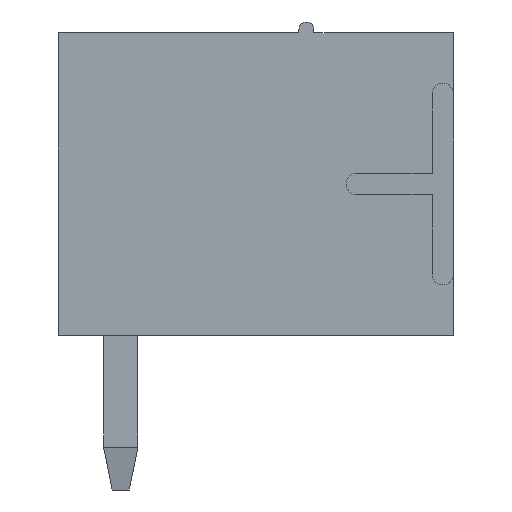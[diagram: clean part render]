
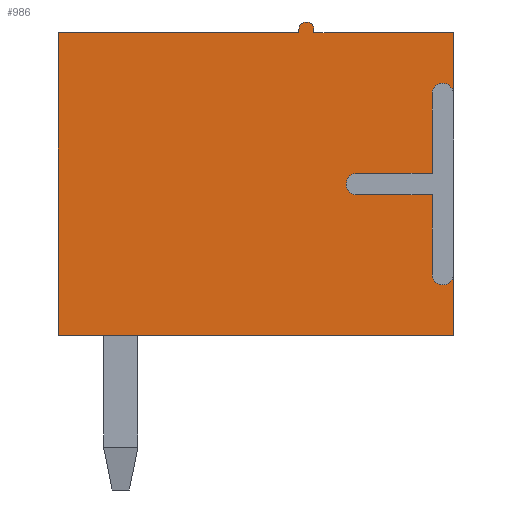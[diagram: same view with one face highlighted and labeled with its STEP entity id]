
A CAD part, left-side view. The second image highlights one B-rep face of the part: STEP entity #986.
In plain terms, the highlighted planar face has unit normal (-1, 0, 0).
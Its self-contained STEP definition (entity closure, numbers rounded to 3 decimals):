
#714 = EDGE_CURVE('',#715,#717,#719,.T.);
#715 = VERTEX_POINT('',#716);
#716 = CARTESIAN_POINT('',(-5.8,4.6,-3.525));
#717 = VERTEX_POINT('',#718);
#718 = CARTESIAN_POINT('',(-5.8,-4.6,-3.525));
#719 = LINE('',#720,#721);
#720 = CARTESIAN_POINT('',(-5.8,4.6,-3.525));
#721 = VECTOR('',#722,1.);
#722 = DIRECTION('',(0.,-1.,0.));
#898 = EDGE_CURVE('',#899,#715,#901,.T.);
#899 = VERTEX_POINT('',#900);
#900 = CARTESIAN_POINT('',(-5.8,4.6,3.525));
#901 = LINE('',#902,#903);
#902 = CARTESIAN_POINT('',(-5.8,4.6,3.975));
#903 = VECTOR('',#904,1.);
#904 = DIRECTION('',(0.,0.,-1.));
#986 = ADVANCED_FACE('',(#987),#1105,.F.);
#987 = FACE_BOUND('',#988,.F.);
#988 = EDGE_LOOP('',(#989,#999,#1007,#1016,#1024,#1032,#1041,#1049,#1057
    ,#1066,#1072,#1073,#1074,#1082,#1090,#1099));
#989 = ORIENTED_EDGE('',*,*,#990,.T.);
#990 = EDGE_CURVE('',#991,#993,#995,.T.);
#991 = VERTEX_POINT('',#992);
#992 = CARTESIAN_POINT('',(-5.8,-1.35,3.525));
#993 = VERTEX_POINT('',#994);
#994 = CARTESIAN_POINT('',(-5.8,-4.6,3.525));
#995 = LINE('',#996,#997);
#996 = CARTESIAN_POINT('',(-5.8,0.,3.525));
#997 = VECTOR('',#998,1.);
#998 = DIRECTION('',(0.,-1.,-0.));
#999 = ORIENTED_EDGE('',*,*,#1000,.F.);
#1000 = EDGE_CURVE('',#1001,#993,#1003,.T.);
#1001 = VERTEX_POINT('',#1002);
#1002 = CARTESIAN_POINT('',(-5.8,-4.6,2.1));
#1003 = LINE('',#1004,#1005);
#1004 = CARTESIAN_POINT('',(-5.8,-4.6,-3.525));
#1005 = VECTOR('',#1006,1.);
#1006 = DIRECTION('',(0.,0.,1.));
#1007 = ORIENTED_EDGE('',*,*,#1008,.T.);
#1008 = EDGE_CURVE('',#1001,#1009,#1011,.T.);
#1009 = VERTEX_POINT('',#1010);
#1010 = CARTESIAN_POINT('',(-5.8,-4.1,2.1));
#1011 = CIRCLE('',#1012,0.25);
#1012 = AXIS2_PLACEMENT_3D('',#1013,#1014,#1015);
#1013 = CARTESIAN_POINT('',(-5.8,-4.35,2.1));
#1014 = DIRECTION('',(-1.,0.,0.));
#1015 = DIRECTION('',(0.,1.,0.));
#1016 = ORIENTED_EDGE('',*,*,#1017,.F.);
#1017 = EDGE_CURVE('',#1018,#1009,#1020,.T.);
#1018 = VERTEX_POINT('',#1019);
#1019 = CARTESIAN_POINT('',(-5.8,-4.1,0.25));
#1020 = LINE('',#1021,#1022);
#1021 = CARTESIAN_POINT('',(-5.8,-4.1,2.112));
#1022 = VECTOR('',#1023,1.);
#1023 = DIRECTION('',(0.,0.,1.));
#1024 = ORIENTED_EDGE('',*,*,#1025,.F.);
#1025 = EDGE_CURVE('',#1026,#1018,#1028,.T.);
#1026 = VERTEX_POINT('',#1027);
#1027 = CARTESIAN_POINT('',(-5.8,-2.35,0.25));
#1028 = LINE('',#1029,#1030);
#1029 = CARTESIAN_POINT('',(-5.8,-3.475,0.25));
#1030 = VECTOR('',#1031,1.);
#1031 = DIRECTION('',(0.,-1.,0.));
#1032 = ORIENTED_EDGE('',*,*,#1033,.T.);
#1033 = EDGE_CURVE('',#1026,#1034,#1036,.T.);
#1034 = VERTEX_POINT('',#1035);
#1035 = CARTESIAN_POINT('',(-5.8,-2.35,-0.25));
#1036 = CIRCLE('',#1037,0.25);
#1037 = AXIS2_PLACEMENT_3D('',#1038,#1039,#1040);
#1038 = CARTESIAN_POINT('',(-5.8,-2.35,0.));
#1039 = DIRECTION('',(-1.,0.,0.));
#1040 = DIRECTION('',(0.,1.,0.));
#1041 = ORIENTED_EDGE('',*,*,#1042,.F.);
#1042 = EDGE_CURVE('',#1043,#1034,#1045,.T.);
#1043 = VERTEX_POINT('',#1044);
#1044 = CARTESIAN_POINT('',(-5.8,-4.1,-0.25));
#1045 = LINE('',#1046,#1047);
#1046 = CARTESIAN_POINT('',(-5.8,-4.35,-0.25));
#1047 = VECTOR('',#1048,1.);
#1048 = DIRECTION('',(0.,1.,0.));
#1049 = ORIENTED_EDGE('',*,*,#1050,.F.);
#1050 = EDGE_CURVE('',#1051,#1043,#1053,.T.);
#1051 = VERTEX_POINT('',#1052);
#1052 = CARTESIAN_POINT('',(-5.8,-4.1,-2.1));
#1053 = LINE('',#1054,#1055);
#1054 = CARTESIAN_POINT('',(-5.8,-4.1,0.938));
#1055 = VECTOR('',#1056,1.);
#1056 = DIRECTION('',(0.,0.,1.));
#1057 = ORIENTED_EDGE('',*,*,#1058,.T.);
#1058 = EDGE_CURVE('',#1051,#1059,#1061,.T.);
#1059 = VERTEX_POINT('',#1060);
#1060 = CARTESIAN_POINT('',(-5.8,-4.6,-2.1));
#1061 = CIRCLE('',#1062,0.25);
#1062 = AXIS2_PLACEMENT_3D('',#1063,#1064,#1065);
#1063 = CARTESIAN_POINT('',(-5.8,-4.35,-2.1));
#1064 = DIRECTION('',(-1.,0.,0.));
#1065 = DIRECTION('',(0.,1.,0.));
#1066 = ORIENTED_EDGE('',*,*,#1067,.F.);
#1067 = EDGE_CURVE('',#717,#1059,#1068,.T.);
#1068 = LINE('',#1069,#1070);
#1069 = CARTESIAN_POINT('',(-5.8,-4.6,-3.525));
#1070 = VECTOR('',#1071,1.);
#1071 = DIRECTION('',(0.,0.,1.));
#1072 = ORIENTED_EDGE('',*,*,#714,.F.);
#1073 = ORIENTED_EDGE('',*,*,#898,.F.);
#1074 = ORIENTED_EDGE('',*,*,#1075,.T.);
#1075 = EDGE_CURVE('',#899,#1076,#1078,.T.);
#1076 = VERTEX_POINT('',#1077);
#1077 = CARTESIAN_POINT('',(-5.8,-1.,3.525));
#1078 = LINE('',#1079,#1080);
#1079 = CARTESIAN_POINT('',(-5.8,0.,3.525));
#1080 = VECTOR('',#1081,1.);
#1081 = DIRECTION('',(0.,-1.,-0.));
#1082 = ORIENTED_EDGE('',*,*,#1083,.T.);
#1083 = EDGE_CURVE('',#1076,#1084,#1086,.T.);
#1084 = VERTEX_POINT('',#1085);
#1085 = CARTESIAN_POINT('',(-5.8,-1.,3.6));
#1086 = LINE('',#1087,#1088);
#1087 = CARTESIAN_POINT('',(-5.8,-1.,3.75));
#1088 = VECTOR('',#1089,1.);
#1089 = DIRECTION('',(0.,0.,1.));
#1090 = ORIENTED_EDGE('',*,*,#1091,.F.);
#1091 = EDGE_CURVE('',#1092,#1084,#1094,.T.);
#1092 = VERTEX_POINT('',#1093);
#1093 = CARTESIAN_POINT('',(-5.8,-1.35,3.6));
#1094 = CIRCLE('',#1095,0.175);
#1095 = AXIS2_PLACEMENT_3D('',#1096,#1097,#1098);
#1096 = CARTESIAN_POINT('',(-5.8,-1.175,3.6));
#1097 = DIRECTION('',(-1.,0.,0.));
#1098 = DIRECTION('',(0.,1.,0.));
#1099 = ORIENTED_EDGE('',*,*,#1100,.T.);
#1100 = EDGE_CURVE('',#1092,#991,#1101,.T.);
#1101 = LINE('',#1102,#1103);
#1102 = CARTESIAN_POINT('',(-5.8,-1.35,3.788));
#1103 = VECTOR('',#1104,1.);
#1104 = DIRECTION('',(0.,0.,-1.));
#1105 = PLANE('',#1106);
#1106 = AXIS2_PLACEMENT_3D('',#1107,#1108,#1109);
#1107 = CARTESIAN_POINT('',(-5.8,-4.6,3.975));
#1108 = DIRECTION('',(1.,0.,0.));
#1109 = DIRECTION('',(0.,1.,0.));
